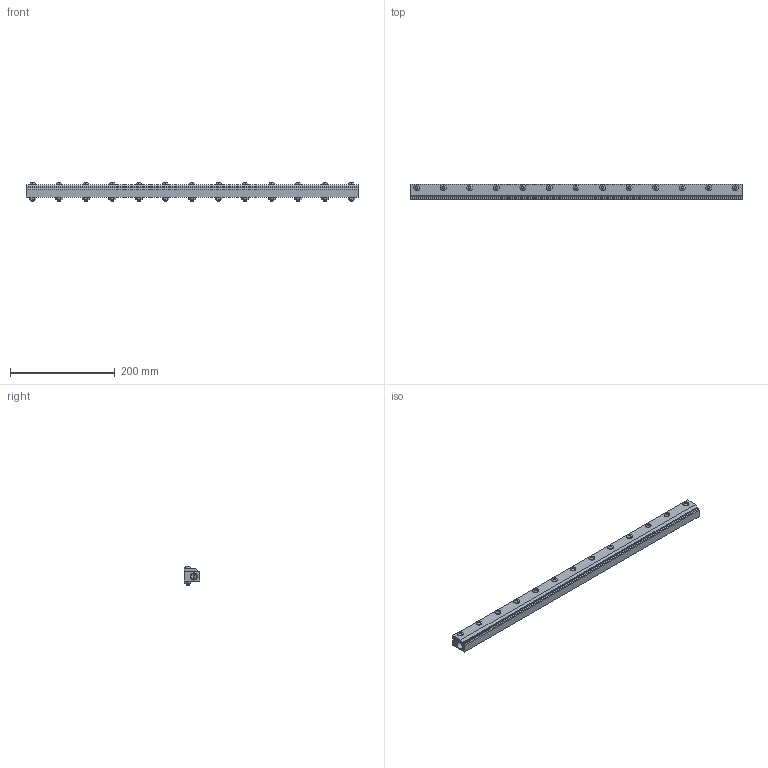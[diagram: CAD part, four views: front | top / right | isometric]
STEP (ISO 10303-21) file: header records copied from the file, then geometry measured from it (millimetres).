
FILE_DESCRIPTION(('STEP AP203'),'1');
FILE_NAME('2224ss.stp','2024-10-24T08:20:53',('TraceParts'),('TraceParts S.A.'),'Spatial InterOp 3D',' ',' ');
FILE_SCHEMA(('CONFIG_CONTROL_DESIGN'));
Length unit declared in the file: millimetre
Products named in the file (1): 1
Bounding box: 635 x 30.48 x 35.1 mm (x, y, z)
Volume: 433148.7 mm3; surface area: 123976.3 mm2
Topology: 28 solids, 28 shells, 444 faces, 1062 edges, 702 vertices
Faces by surface type: plane 248, cylinder 134, bspline 32, cone 30
Entity records: 14358 total; most frequent: CARTESIAN_POINT 3574, DIRECTION 2281, ORIENTED_EDGE 2120, EDGE_CURVE 1060, AXIS2_PLACEMENT_3D 811, VERTEX_POINT 702, LINE 659, VECTOR 659
